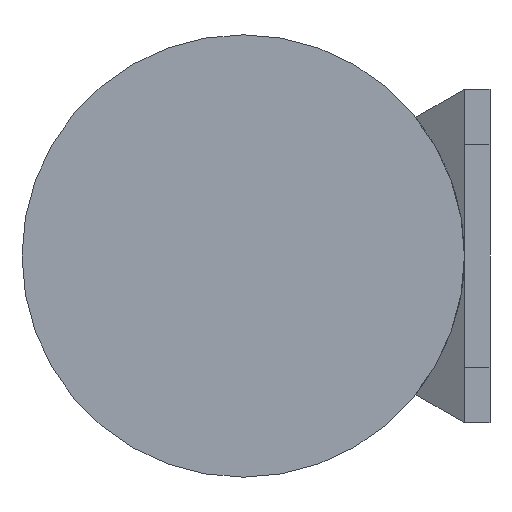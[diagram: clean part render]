
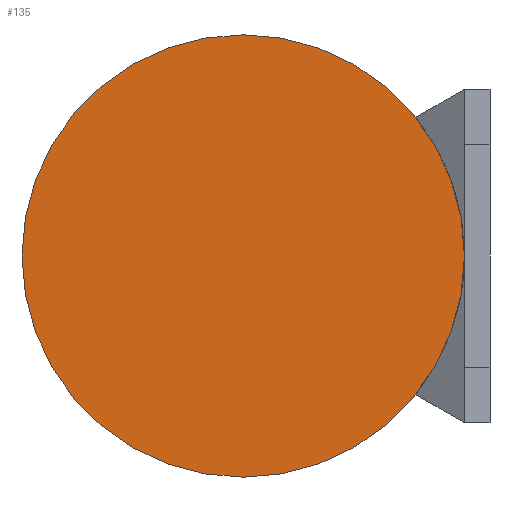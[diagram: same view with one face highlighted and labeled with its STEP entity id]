
A CAD part, left-side view. The second image highlights one B-rep face of the part: STEP entity #135.
In plain terms, the highlighted planar face has unit normal (-1, 0, 0).
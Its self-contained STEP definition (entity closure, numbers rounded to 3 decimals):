
#135 = ADVANCED_FACE ( 'NONE', ( #139 ), #1105, .T. ) ;
#136 = ORIENTED_EDGE ( 'NONE', *, *, #752, .F. ) ;
#139 = FACE_OUTER_BOUND ( 'NONE', #420, .T. ) ;
#142 = DIRECTION ( 'NONE',  ( 0., 0., -1. ) ) ;
#240 = DIRECTION ( 'NONE',  ( 1., 0., 0. ) ) ;
#420 = EDGE_LOOP ( 'NONE', ( #136 ) ) ;
#430 = CIRCLE ( 'NONE', #1428, 199. ) ;
#501 = DIRECTION ( 'NONE',  ( -1., 0., 0. ) ) ;
#752 = EDGE_CURVE ( 'NONE', #1613, #1613, #430, .T. ) ;
#772 = AXIS2_PLACEMENT_3D ( 'NONE', #1129, #501, #1602 ) ;
#904 = CARTESIAN_POINT ( 'NONE',  ( 0., 0., 0. ) ) ;
#1105 = PLANE ( 'NONE',  #772 ) ;
#1128 = CARTESIAN_POINT ( 'NONE',  ( 0., 0., -199. ) ) ;
#1129 = CARTESIAN_POINT ( 'NONE',  ( 0., 0., 0. ) ) ;
#1428 = AXIS2_PLACEMENT_3D ( 'NONE', #904, #240, #142 ) ;
#1602 = DIRECTION ( 'NONE',  ( 0., 0., 1. ) ) ;
#1613 = VERTEX_POINT ( 'NONE', #1128 ) ;
